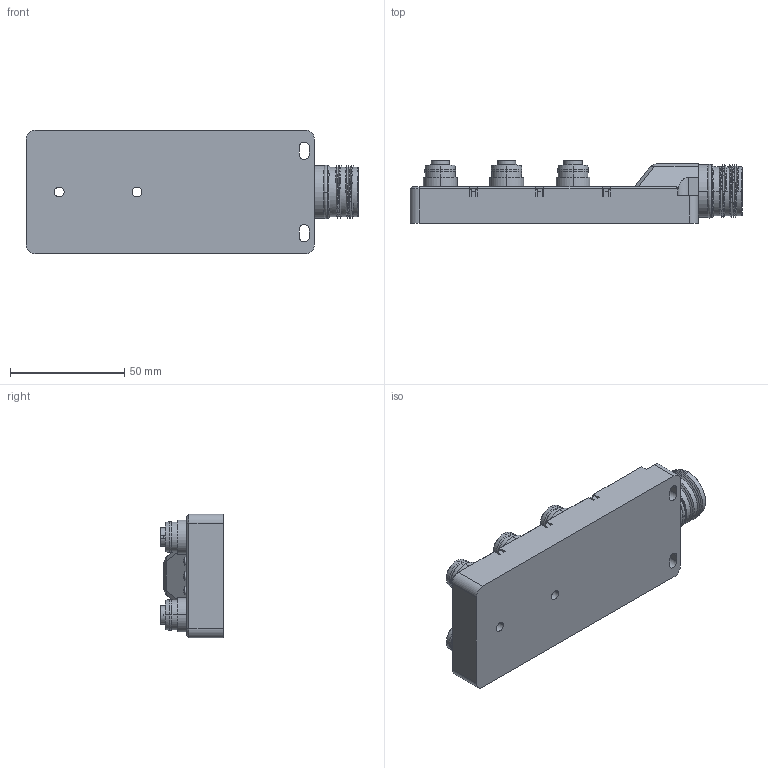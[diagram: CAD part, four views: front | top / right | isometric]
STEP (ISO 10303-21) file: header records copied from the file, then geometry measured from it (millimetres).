
FILE_DESCRIPTION(/* description */ (''),/* implementation_level */ '2;1');
FILE_NAME(/* name */ 'jb6m12-4p-r.step',/* time_stamp */ '2019-03-08T13:58:53+08:00',/* author */ (''),/* organization */ (''),/* preprocessor_version */ 'ST-DEVELOPER v15',/* originating_system */ 'SIEMENS PLM Software NX 9.0',/* authorisation */ '');
FILE_SCHEMA (('AUTOMOTIVE_DESIGN { 1 0 10303 214 3 1 1 1 }'));
Length unit declared in the file: millimetre
Products named in the file (1): jb6m12-4p-r
Bounding box: 145 x 27.3 x 54 mm (x, y, z)
Volume: 118824.7 mm3; surface area: 38183.4 mm2
Topology: 2 solids, 2 shells, 1678 faces, 4534 edges, 2983 vertices
Faces by surface type: plane 1075, cylinder 506, sphere 51, cone 32, torus 10, bspline 4
Entity records: 53006 total; most frequent: CARTESIAN_POINT 9913, DIRECTION 9003, ORIENTED_EDGE 8914, EDGE_CURVE 4457, LINE 3205, VECTOR 3205, VERTEX_POINT 2957, AXIS2_PLACEMENT_3D 2899
